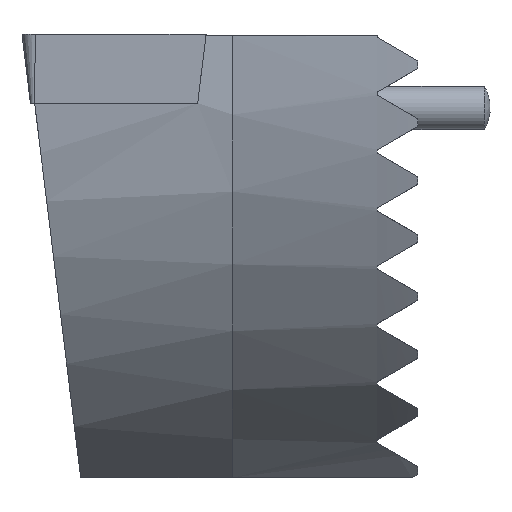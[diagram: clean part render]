
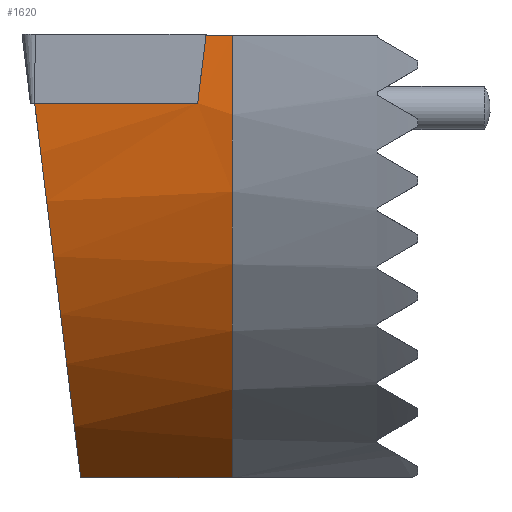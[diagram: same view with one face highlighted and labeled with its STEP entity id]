
A CAD part, left-side view. The second image highlights one B-rep face of the part: STEP entity #1620.
In plain terms, the highlighted free-form (B-spline) face has degree [1, 2] with [2, 3] control points.
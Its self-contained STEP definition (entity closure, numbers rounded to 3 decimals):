
#470=FACE_OUTER_BOUND('',#560,.T.);
#560=EDGE_LOOP('',(#1125,#1126,#1127,#1128,#1129,#1130));
#654=CIRCLE('',#1803,33.5);
#710=B_SPLINE_CURVE_WITH_KNOTS('',3,(#2525,#2526,#2527,#2528),
 .UNSPECIFIED.,.F.,.F.,(4,4),(0.,1.101),.UNSPECIFIED.);
#711=B_SPLINE_CURVE_WITH_KNOTS('',3,(#2532,#2533,#2534,#2535),
 .UNSPECIFIED.,.F.,.F.,(4,4),(1.306,1.49),
 .UNSPECIFIED.);
#712=B_SPLINE_CURVE_WITH_KNOTS('',3,(#2537,#2538,#2539,#2540),
 .UNSPECIFIED.,.F.,.F.,(4,4),(0.05,0.521),
 .UNSPECIFIED.);
#713=B_SPLINE_CURVE_WITH_KNOTS('',3,(#2542,#2543,#2544,#2545),
 .UNSPECIFIED.,.F.,.F.,(4,4),(0.052,1.194),
 .UNSPECIFIED.);
#714=B_SPLINE_CURVE_WITH_KNOTS('',3,(#2546,#2547,#2548,#2549,#2550,#2551,
#2552,#2553),.UNSPECIFIED.,.F.,.F.,(4,2,2,4),(0.103,1.396,
2.646,3.371),.UNSPECIFIED.);
#715=VERTEX_POINT('',#2523);
#716=VERTEX_POINT('',#2524);
#717=VERTEX_POINT('',#2529);
#718=VERTEX_POINT('',#2531);
#719=VERTEX_POINT('',#2536);
#720=VERTEX_POINT('',#2541);
#878=EDGE_CURVE('',#715,#716,#710,.T.);
#879=EDGE_CURVE('',#717,#715,#654,.T.);
#880=EDGE_CURVE('',#718,#717,#711,.T.);
#881=EDGE_CURVE('',#719,#718,#712,.T.);
#882=EDGE_CURVE('',#720,#719,#713,.T.);
#883=EDGE_CURVE('',#716,#720,#714,.T.);
#1125=ORIENTED_EDGE('',*,*,#878,.F.);
#1126=ORIENTED_EDGE('',*,*,#879,.F.);
#1127=ORIENTED_EDGE('',*,*,#880,.F.);
#1128=ORIENTED_EDGE('',*,*,#881,.F.);
#1129=ORIENTED_EDGE('',*,*,#882,.F.);
#1130=ORIENTED_EDGE('',*,*,#883,.F.);
#1619=(
BOUNDED_SURFACE()
B_SPLINE_SURFACE(1,2,((#2517,#2518,#2519),(#2520,#2521,#2522)),
 .UNSPECIFIED.,.F.,.F.,.F.)
B_SPLINE_SURFACE_WITH_KNOTS((2,2),(3,3),(-1.724,0.),
(0.,1.251),.UNSPECIFIED.)
GEOMETRIC_REPRESENTATION_ITEM()
RATIONAL_B_SPLINE_SURFACE(((1.,0.811,1.),(1.,0.811,
1.)))
REPRESENTATION_ITEM('')
SURFACE()
);
#1620=ADVANCED_FACE('',(#470),#1619,.F.);
#1803=AXIS2_PLACEMENT_3D('',#2530,#1993,#1994);
#1993=DIRECTION('center_axis',(0.,-1.,0.));
#1994=DIRECTION('ref_axis',(-0.99,0.,0.144));
#2517=CARTESIAN_POINT('Ctrl Pts',(-64.904,29.776,2.14));
#2518=CARTESIAN_POINT('Ctrl Pts',(-66.45,29.776,-24.163));
#2519=CARTESIAN_POINT('Ctrl Pts',(-41.963,29.776,-33.89));
#2520=CARTESIAN_POINT('Ctrl Pts',(-61.963,12.8,1.584));
#2521=CARTESIAN_POINT('Ctrl Pts',(-63.107,12.8,-22.594));
#2522=CARTESIAN_POINT('Ctrl Pts',(-40.511,12.8,-31.273));
#2523=CARTESIAN_POINT('',(-42.356,12.8,-30.5));
#2524=CARTESIAN_POINT('',(-46.325,23.255,-30.5));
#2525=CARTESIAN_POINT('Ctrl Pts',(-42.356,12.8,-30.5));
#2526=CARTESIAN_POINT('Ctrl Pts',(-43.783,16.18,-30.5));
#2527=CARTESIAN_POINT('Ctrl Pts',(-45.121,19.78,-30.5));
#2528=CARTESIAN_POINT('Ctrl Pts',(-46.325,23.255,-30.5));
#2529=CARTESIAN_POINT('',(-62.,12.8,0.));
#2530=CARTESIAN_POINT('Origin',(-28.5,12.8,0.));
#2531=CARTESIAN_POINT('',(-62.316,14.612,0.));
#2532=CARTESIAN_POINT('Ctrl Pts',(-62.316,14.612,0.));
#2533=CARTESIAN_POINT('Ctrl Pts',(-62.211,14.008,0.));
#2534=CARTESIAN_POINT('Ctrl Pts',(-62.105,13.404,0.));
#2535=CARTESIAN_POINT('Ctrl Pts',(-62.,12.8,0.));
#2536=CARTESIAN_POINT('',(-62.095,15.184,-4.66));
#2537=CARTESIAN_POINT('Ctrl Pts',(-62.095,15.184,-4.66));
#2538=CARTESIAN_POINT('Ctrl Pts',(-62.276,14.995,-3.114));
#2539=CARTESIAN_POINT('Ctrl Pts',(-62.35,14.803,-1.557));
#2540=CARTESIAN_POINT('Ctrl Pts',(-62.316,14.612,0.));
#2541=CARTESIAN_POINT('',(-64.077,26.428,-4.66));
#2542=CARTESIAN_POINT('Ctrl Pts',(-64.077,26.428,-4.66));
#2543=CARTESIAN_POINT('Ctrl Pts',(-63.416,22.68,-4.66));
#2544=CARTESIAN_POINT('Ctrl Pts',(-62.756,18.932,-4.66));
#2545=CARTESIAN_POINT('Ctrl Pts',(-62.095,15.184,-4.66));
#2546=CARTESIAN_POINT('Ctrl Pts',(-46.325,23.255,-30.5));
#2547=CARTESIAN_POINT('Ctrl Pts',(-50.058,23.516,-28.371));
#2548=CARTESIAN_POINT('Ctrl Pts',(-53.377,23.858,-25.592));
#2549=CARTESIAN_POINT('Ctrl Pts',(-58.787,24.653,-19.111));
#2550=CARTESIAN_POINT('Ctrl Pts',(-60.872,25.098,-15.493));
#2551=CARTESIAN_POINT('Ctrl Pts',(-63.12,25.852,-9.351));
#2552=CARTESIAN_POINT('Ctrl Pts',(-63.716,26.138,-7.024));
#2553=CARTESIAN_POINT('Ctrl Pts',(-64.077,26.428,-4.66));
